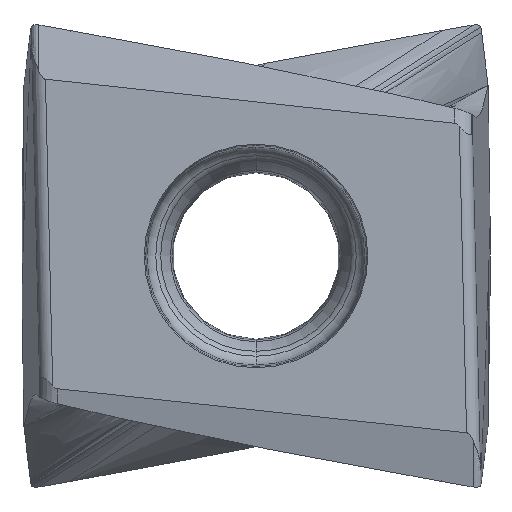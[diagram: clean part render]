
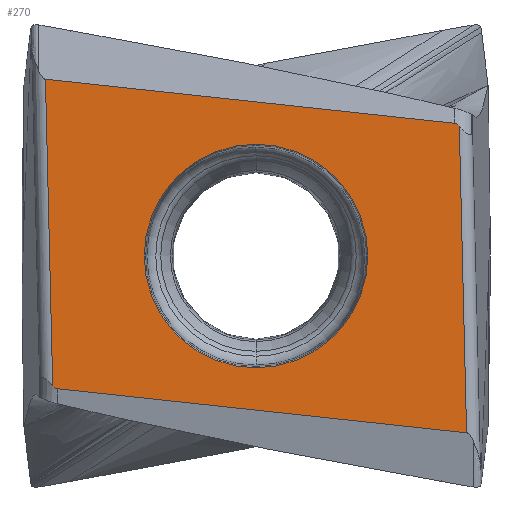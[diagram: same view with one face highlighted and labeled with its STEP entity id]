
A CAD part, front view. The second image highlights one B-rep face of the part: STEP entity #270.
In plain terms, the highlighted planar face has unit normal (0, -1, 0).
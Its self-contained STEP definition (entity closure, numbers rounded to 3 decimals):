
#60=CIRCLE('',#2315,2.988);
#61=CIRCLE('',#2316,2.988);
#110=FACE_BOUND('',#542,.T.);
#111=FACE_BOUND('',#543,.T.);
#198=PLANE('',#2317);
#270=ADVANCED_FACE('',(#110,#111),#198,.T.);
#542=EDGE_LOOP('',(#1216,#1217,#1218,#1219,#1220,#1221));
#543=EDGE_LOOP('',(#1222,#1223));
#638=LINE('',#3343,#782);
#695=LINE('',#5167,#841);
#698=LINE('',#5214,#845);
#699=LINE('',#5216,#846);
#782=VECTOR('',#2452,1.);
#841=VECTOR('',#2523,1.);
#845=VECTOR('',#2533,1.);
#846=VECTOR('',#2536,1.);
#1216=ORIENTED_EDGE('',*,*,#1968,.T.);
#1217=ORIENTED_EDGE('',*,*,#1969,.T.);
#1218=ORIENTED_EDGE('',*,*,#1853,.F.);
#1219=ORIENTED_EDGE('',*,*,#1967,.F.);
#1220=ORIENTED_EDGE('',*,*,#1963,.T.);
#1221=ORIENTED_EDGE('',*,*,#1961,.F.);
#1222=ORIENTED_EDGE('',*,*,#1970,.F.);
#1223=ORIENTED_EDGE('',*,*,#1971,.F.);
#1637=VERTEX_POINT('',#3342);
#1638=VERTEX_POINT('',#3344);
#1701=VERTEX_POINT('',#5166);
#1702=VERTEX_POINT('',#5168);
#1703=VERTEX_POINT('',#5179);
#1705=VERTEX_POINT('',#5217);
#1706=VERTEX_POINT('',#5227);
#1707=VERTEX_POINT('',#5228);
#1853=EDGE_CURVE('',#1637,#1638,#638,.T.);
#1961=EDGE_CURVE('',#1701,#1702,#695,.T.);
#1963=EDGE_CURVE('',#1703,#1702,#2224,.T.);
#1967=EDGE_CURVE('',#1703,#1637,#698,.T.);
#1968=EDGE_CURVE('',#1701,#1705,#699,.T.);
#1969=EDGE_CURVE('',#1705,#1638,#2227,.T.);
#1970=EDGE_CURVE('',#1706,#1707,#60,.T.);
#1971=EDGE_CURVE('',#1707,#1706,#61,.T.);
#2224=B_SPLINE_CURVE_WITH_KNOTS('',3,(#5171,#5172,#5173,#5174,#5175,#5176,
#5177,#5178),.UNSPECIFIED.,.F.,.F.,(4,1,1,1,1,4),(0.,0.2,0.4,0.6,0.8,1.),
 .UNSPECIFIED.);
#2227=B_SPLINE_CURVE_WITH_KNOTS('',3,(#5218,#5219,#5220,#5221,#5222,#5223,
#5224,#5225),.UNSPECIFIED.,.F.,.F.,(4,1,1,1,1,4),(0.,0.2,0.4,0.6,0.8,1.),
 .UNSPECIFIED.);
#2315=AXIS2_PLACEMENT_3D('',#5226,#2537,#2538);
#2316=AXIS2_PLACEMENT_3D('',#5229,#2539,#2540);
#2317=AXIS2_PLACEMENT_3D('',#5230,#2541,#2542);
#2452=DIRECTION('',(0.994,0.,-0.107));
#2523=DIRECTION('',(-0.994,0.,0.107));
#2533=DIRECTION('',(-0.024,0.,1.));
#2536=DIRECTION('',(-0.024,0.,1.));
#2537=DIRECTION('',(0.,-1.,0.));
#2538=DIRECTION('',(0.,0.,1.));
#2539=DIRECTION('',(0.,-1.,0.));
#2540=DIRECTION('',(0.,0.,-1.));
#2541=DIRECTION('',(0.,-1.,0.));
#2542=DIRECTION('',(-1.,0.,-0.024));
#3342=CARTESIAN_POINT('',(-5.631,0.,4.729));
#3343=CARTESIAN_POINT('',(-5.631,0.,4.729));
#3344=CARTESIAN_POINT('',(5.32,0.,3.55));
#5166=CARTESIAN_POINT('',(5.631,0.,-4.729));
#5167=CARTESIAN_POINT('',(5.631,0.,-4.729));
#5168=CARTESIAN_POINT('',(-5.32,0.,-3.55));
#5171=CARTESIAN_POINT('',(-5.437,0.,-3.475));
#5172=CARTESIAN_POINT('',(-5.429,0.,-3.484));
#5173=CARTESIAN_POINT('',(-5.414,0.,-3.5));
#5174=CARTESIAN_POINT('',(-5.39,0.,-3.521));
#5175=CARTESIAN_POINT('',(-5.366,0.,-3.536));
#5176=CARTESIAN_POINT('',(-5.342,0.,-3.546));
#5177=CARTESIAN_POINT('',(-5.327,0.,-3.549));
#5178=CARTESIAN_POINT('',(-5.32,0.,-3.55));
#5179=CARTESIAN_POINT('',(-5.437,0.,-3.475));
#5214=CARTESIAN_POINT('',(-5.437,0.,-3.475));
#5216=CARTESIAN_POINT('',(5.631,0.,-4.729));
#5217=CARTESIAN_POINT('',(5.437,0.,3.475));
#5218=CARTESIAN_POINT('',(5.437,0.,3.475));
#5219=CARTESIAN_POINT('',(5.429,0.,3.484));
#5220=CARTESIAN_POINT('',(5.414,0.,3.5));
#5221=CARTESIAN_POINT('',(5.39,0.,3.521));
#5222=CARTESIAN_POINT('',(5.366,0.,3.536));
#5223=CARTESIAN_POINT('',(5.342,0.,3.546));
#5224=CARTESIAN_POINT('',(5.327,0.,3.549));
#5225=CARTESIAN_POINT('',(5.32,0.,3.55));
#5226=CARTESIAN_POINT('',(0.,0.,0.));
#5227=CARTESIAN_POINT('',(0.,0.,2.988));
#5228=CARTESIAN_POINT('',(0.,0.,-2.988));
#5229=CARTESIAN_POINT('',(0.,0.,0.));
#5230=CARTESIAN_POINT('',(-5.351,0.,-7.129));
